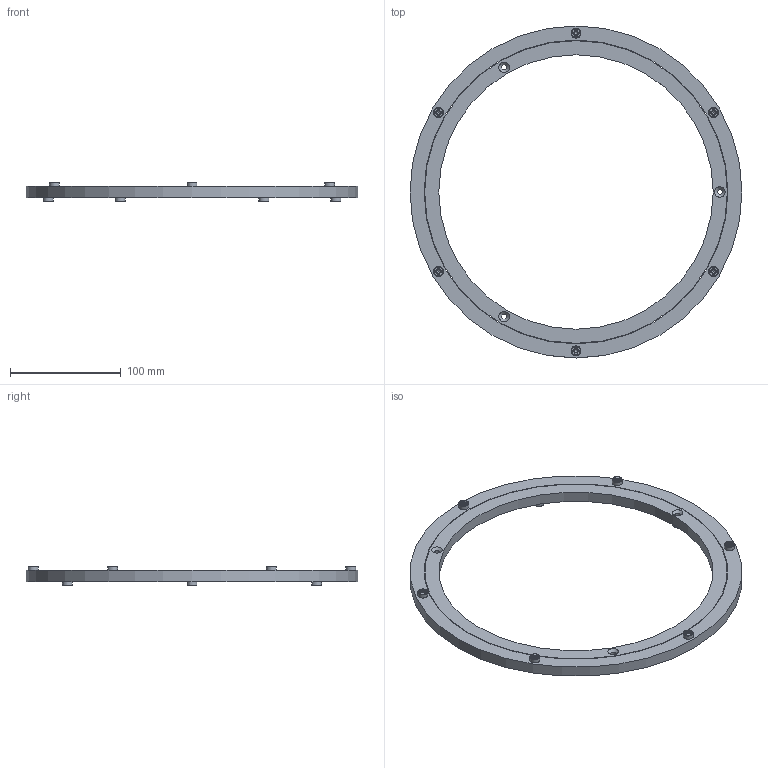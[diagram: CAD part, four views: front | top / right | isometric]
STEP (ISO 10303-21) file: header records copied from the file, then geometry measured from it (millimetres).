
FILE_DESCRIPTION(/* description */ (''),/* implementation_level */ '2;1');
FILE_NAME(/* name */ 'OM-OBO300-...stp',/* time_stamp */ '2024-01-23T14:59:07+01:00',/* author */ ('BartlomiejH'),/* organization */ (''),/* preprocessor_version */ 'ST-DEVELOPER v19.2',/* originating_system */ 'Autodesk Inventor 2023',/* authorisation */ '');
FILE_SCHEMA (('AUTOMOTIVE_DESIGN { 1 0 10303 214 3 1 1 }'));
Length unit declared in the file: millimetre
Products named in the file (1): OM-OBO...-..
Bounding box: 300 x 300 x 18 mm (x, y, z)
Volume: 220580.5 mm3; surface area: 81451.1 mm2
Topology: 2 solids, 11 shells, 956 faces, 2804 edges, 1861 vertices
Faces by surface type: plane 877, cylinder 37, cone 21, torus 21
Full cylindrical faces by diameter (mm): 3 x9, 4.8 x12, 9 x12, 248 x1, 273.5 x1, 274.5 x1, 300 x1
Entity records: 35762 total; most frequent: CARTESIAN_POINT 10896, ORIENTED_EDGE 5572, DIRECTION 4944, EDGE_CURVE 2786, AXIS2_PLACEMENT_3D 1957, VERTEX_POINT 1861, LINE 1030, VECTOR 1030
